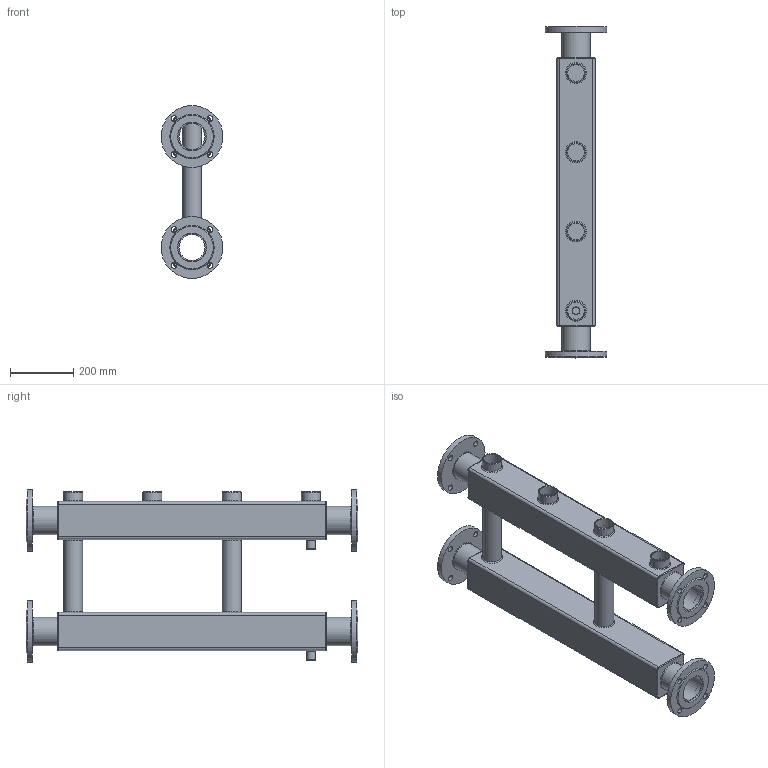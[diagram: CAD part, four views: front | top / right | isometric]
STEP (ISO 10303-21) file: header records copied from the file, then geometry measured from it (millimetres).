
FILE_DESCRIPTION(('STEP AP203'), '1');
FILE_NAME('MKSS-600-2x50.18', '', ('UNSPECIFIED'), ('UNSPECIFIED'), 'ASCON STEP Converter 1.6', 'ASCON Math Kernel', '');
FILE_SCHEMA(('CONFIG_CONTROL_DESIGN'));
Length unit declared in the file: millimetre
Bounding box: 195 x 1046 x 545 mm (x, y, z)
Volume: 5577471.7 mm3; surface area: 2321880.7 mm2
Topology: 1 solids, 1 shells, 488 faces, 1234 edges, 802 vertices
Faces by surface type: bspline 171, plane 148, cylinder 99, cone 36, torus 34
Full cylindrical faces by diameter (mm): 18 x16, 22 x2, 25 x2, 26.8 x2, 53 x4, 57 x4, 60 x8, 82 x4, 87 x4, 89 x8, 91 x4, 195 x4
Entity records: 22224 total; most frequent: CARTESIAN_POINT 8086, ORIENTED_EDGE 2236, DIRECTION 1560, EDGE_CURVE 1118, VERTEX_POINT 802, EDGE_LOOP 712, AXIS2_PLACEMENT_3D 608, FACE_BOUND 520
